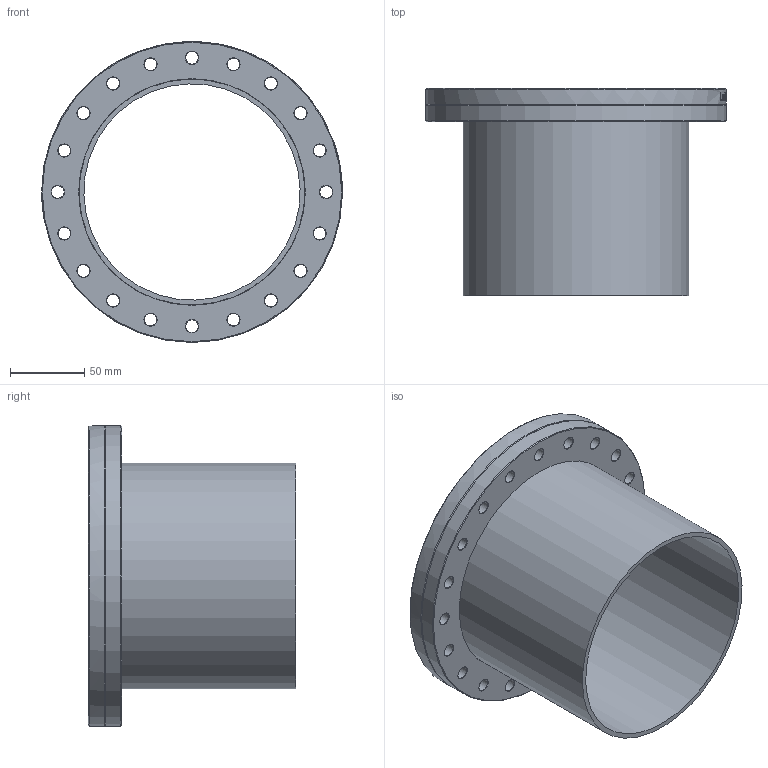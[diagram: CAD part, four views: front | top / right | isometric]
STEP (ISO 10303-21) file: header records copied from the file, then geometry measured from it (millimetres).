
FILE_DESCRIPTION(/* description */ (''),/* implementation_level */ '2;1');
FILE_NAME(/* name */ 'FL-HN160CF.stp',/* time_stamp */ '2018-01-24T11:35:35+00:00',/* author */ ('paul'),/* organization */ (''),/* preprocessor_version */ 'ST-DEVELOPER v16.13',/* originating_system */ 'Autodesk Inventor 2018',/* authorisation */ '');
FILE_SCHEMA (('AUTOMOTIVE_DESIGN { 1 0 10303 214 3 1 1 }'));
Length unit declared in the file: millimetre
Products named in the file (3): FL-HN160CF; FL-160CF-152; tube
Assembly tree (2 placements, depth 2):
  FL-HN160CF
    FL-160CF-152
    tube
Bounding box: 203 x 139.7 x 203 mm (x, y, z)
Volume: 487981.1 mm3; surface area: 187235 mm2
Topology: 2 solids, 2 shells, 173 faces, 456 edges, 296 vertices
Faces by surface type: bspline 53, cone 45, plane 37, cylinder 37, torus 1
Full cylindrical faces by diameter (mm): 8.4 x20, 146 x1, 147.6 x1, 152.4 x1, 152.9 x1, 171.4 x1, 203 x2
Entity records: 16681 total; most frequent: CARTESIAN_POINT 12831, ORIENTED_EDGE 726, DIRECTION 683, EDGE_CURVE 363, EDGE_LOOP 297, AXIS2_PLACEMENT_3D 284, VERTEX_POINT 274, FACE_OUTER_BOUND 173
